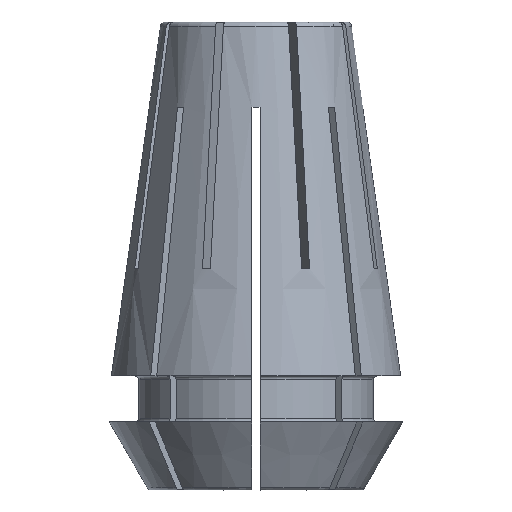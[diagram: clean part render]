
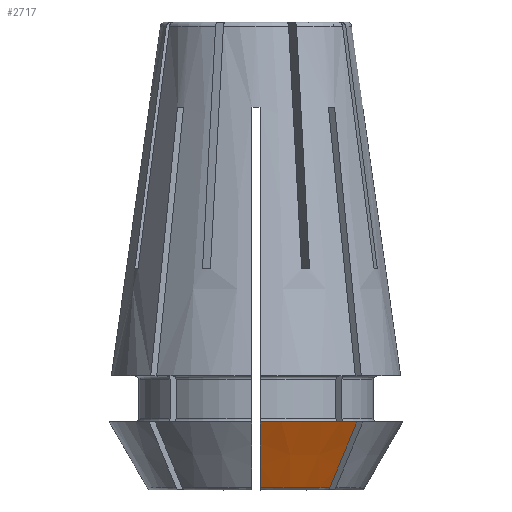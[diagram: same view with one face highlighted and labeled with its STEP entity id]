
A CAD part, front view. The second image highlights one B-rep face of the part: STEP entity #2717.
In plain terms, the highlighted conical face has half-angle 30 degrees and reference radius 8.625 mm.
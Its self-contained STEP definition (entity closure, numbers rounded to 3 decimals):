
#22=CONICAL_SURFACE('',#2993,8.625,0.524);
#1002=ORIENTED_EDGE('',*,*,#1446,.F.);
#1003=ORIENTED_EDGE('',*,*,#1718,.F.);
#1004=ORIENTED_EDGE('',*,*,#1509,.T.);
#1005=ORIENTED_EDGE('',*,*,#1719,.T.);
#1446=EDGE_CURVE('',#1870,#1871,#2114,.T.);
#1509=EDGE_CURVE('',#1920,#1919,#2126,.T.);
#1718=EDGE_CURVE('',#1920,#1870,#2201,.T.);
#1719=EDGE_CURVE('',#1919,#1871,#2202,.T.);
#1870=VERTEX_POINT('',#4087);
#1871=VERTEX_POINT('',#4089);
#1919=VERTEX_POINT('',#4297);
#1920=VERTEX_POINT('',#4299);
#2114=CIRCLE('',#2829,29357.179);
#2126=CIRCLE('',#2852,29357.179);
#2201=CIRCLE('',#2990,8.625);
#2202=CIRCLE('',#2992,6.388);
#2341=EDGE_LOOP('',(#1002,#1003,#1004,#1005));
#2489=FACE_BOUND('',#2341,.T.);
#2717=ADVANCED_FACE('',(#2489),#22,.T.);
#2829=AXIS2_PLACEMENT_3D('',#4088,#3217,#3218);
#2852=AXIS2_PLACEMENT_3D('',#4298,#3290,#3291);
#2990=AXIS2_PLACEMENT_3D('',#4953,#3636,#3637);
#2992=AXIS2_PLACEMENT_3D('',#4955,#3640,#3641);
#2993=AXIS2_PLACEMENT_3D('',#4956,#3642,#3643);
#3217=DIRECTION('',(0.707,0.707,0.));
#3218=DIRECTION('',(0.612,-0.612,-0.5));
#3290=DIRECTION('',(1.,0.,0.));
#3291=DIRECTION('',(0.,-0.866,-0.5));
#3636=DIRECTION('',(0.,0.,1.));
#3637=DIRECTION('',(1.,0.,0.));
#3640=DIRECTION('',(0.,0.,1.));
#3641=DIRECTION('',(1.,0.,0.));
#3642=DIRECTION('',(0.,0.,1.));
#3643=DIRECTION('',(1.,0.,0.));
#4087=CARTESIAN_POINT('',(5.919,-6.273,4.));
#4088=CARTESIAN_POINT('',(-17969.848,17969.494,14686.901));
#4089=CARTESIAN_POINT('',(4.337,-4.69,0.125));
#4297=CARTESIAN_POINT('',(0.25,-6.383,0.125));
#4298=CARTESIAN_POINT('',(0.25,25412.952,14686.901));
#4299=CARTESIAN_POINT('',(0.25,-8.621,4.));
#4953=CARTESIAN_POINT('',(0.,0.,4.));
#4955=CARTESIAN_POINT('',(0.,0.,0.125));
#4956=CARTESIAN_POINT('',(0.,0.,4.));
